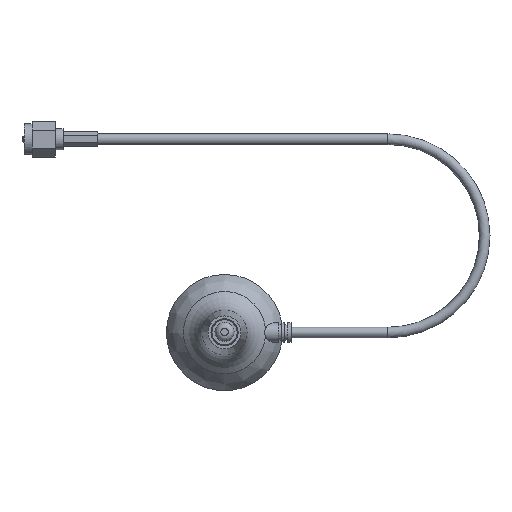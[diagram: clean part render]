
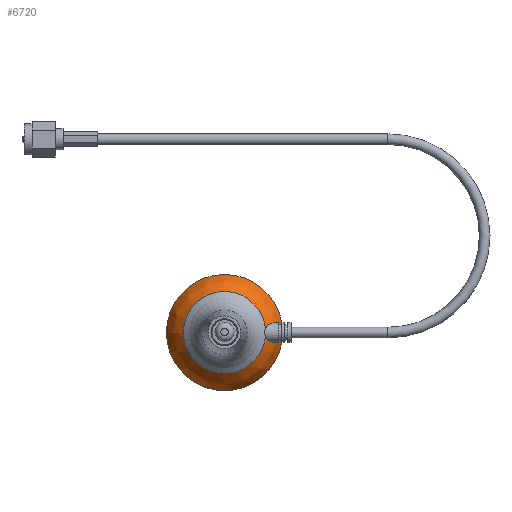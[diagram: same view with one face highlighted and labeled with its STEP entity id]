
A CAD part, top view. The second image highlights one B-rep face of the part: STEP entity #6720.
In plain terms, the highlighted free-form (B-spline) face has degree [2, 2] with [3, 9] control points.
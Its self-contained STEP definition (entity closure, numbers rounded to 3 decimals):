
#64=(
BOUNDED_SURFACE()
B_SPLINE_SURFACE(2,2,((#9859,#9860,#9861,#9862,#9863,#9864,#9865,#9866,
#9867),(#9868,#9869,#9870,#9871,#9872,#9873,#9874,#9875,#9876),(#9877,#9878,
#9879,#9880,#9881,#9882,#9883,#9884,#9885)),.UNSPECIFIED.,.F.,.T.,.F.)
B_SPLINE_SURFACE_WITH_KNOTS((3,3),(3,2,2,2,3),(0.283,0.935),
(-3.142,-1.571,0.,1.571,3.142),
 .UNSPECIFIED.)
GEOMETRIC_REPRESENTATION_ITEM()
RATIONAL_B_SPLINE_SURFACE(((1.,0.707,1.,0.707,1.,
0.707,1.,0.707,1.),(0.947,0.67,
0.947,0.67,0.947,0.67,
0.947,0.67,0.947),(1.,0.707,
1.,0.707,1.,0.707,1.,0.707,1.)))
REPRESENTATION_ITEM('')
SURFACE()
);
#67=B_SPLINE_CURVE_WITH_KNOTS('',3,(#9848,#9849,#9850,#9851,#9852,#9853,
#9854,#9855,#9856,#9857),.UNSPECIFIED.,.F.,.F.,(4,2,2,2,4),(-0.255,
-0.199,-0.142,-0.074,0.),
 .UNSPECIFIED.);
#68=B_SPLINE_CURVE_WITH_KNOTS('',3,(#9887,#9888,#9889,#9890,#9891,#9892),
 .UNSPECIFIED.,.F.,.F.,(4,2,4),(1.958,2.006,2.017),
 .UNSPECIFIED.);
#69=B_SPLINE_CURVE_WITH_KNOTS('',3,(#9894,#9895,#9896,#9897,#9898,#9899,
#9900,#9901,#9902,#9903,#9904,#9905,#9906,#9907),.UNSPECIFIED.,.F.,.F.,
(4,2,2,2,2,2,4),(-0.592,-0.519,-0.454,
-0.335,-0.183,-0.073,0.),
 .UNSPECIFIED.);
#70=B_SPLINE_CURVE_WITH_KNOTS('',3,(#9916,#9917,#9918,#9919,#9920,#9921,
#9922,#9923,#9924,#9925,#9926,#9927,#9928,#9929),.UNSPECIFIED.,.F.,.F.,
(4,2,2,2,2,2,4),(-0.595,-0.497,-0.416,
-0.267,-0.136,-0.033,0.),
 .UNSPECIFIED.);
#71=B_SPLINE_CURVE_WITH_KNOTS('',3,(#9930,#9931,#9932,#9933,#9934,#9935),
 .UNSPECIFIED.,.F.,.F.,(4,2,4),(1.678,1.689,1.737),
 .UNSPECIFIED.);
#1726=FACE_OUTER_BOUND('',#2096,.T.);
#2096=EDGE_LOOP('',(#4448,#4449,#4450,#4451,#4452,#4453,#4454,#4455,#4456,
#4457));
#2472=CIRCLE('',#7171,10.625);
#2473=CIRCLE('',#7172,12.);
#2474=CIRCLE('',#7173,15.022);
#2475=CIRCLE('',#7174,10.625);
#2729=VERTEX_POINT('',#9845);
#2730=VERTEX_POINT('',#9847);
#2731=VERTEX_POINT('',#9886);
#2732=VERTEX_POINT('',#9893);
#2733=VERTEX_POINT('',#9908);
#2734=VERTEX_POINT('',#9910);
#2735=VERTEX_POINT('',#9913);
#2736=VERTEX_POINT('',#9915);
#3412=EDGE_CURVE('',#2730,#2729,#67,.T.);
#3414=EDGE_CURVE('',#2729,#2731,#68,.T.);
#3415=EDGE_CURVE('',#2731,#2732,#69,.T.);
#3416=EDGE_CURVE('',#2733,#2732,#2472,.T.);
#3417=EDGE_CURVE('',#2733,#2734,#2473,.T.);
#3418=EDGE_CURVE('',#2734,#2734,#2474,.T.);
#3419=EDGE_CURVE('',#2735,#2733,#2475,.T.);
#3420=EDGE_CURVE('',#2735,#2736,#70,.T.);
#3421=EDGE_CURVE('',#2736,#2730,#71,.T.);
#4448=ORIENTED_EDGE('',*,*,#3412,.T.);
#4449=ORIENTED_EDGE('',*,*,#3414,.T.);
#4450=ORIENTED_EDGE('',*,*,#3415,.T.);
#4451=ORIENTED_EDGE('',*,*,#3416,.F.);
#4452=ORIENTED_EDGE('',*,*,#3417,.T.);
#4453=ORIENTED_EDGE('',*,*,#3418,.T.);
#4454=ORIENTED_EDGE('',*,*,#3417,.F.);
#4455=ORIENTED_EDGE('',*,*,#3419,.F.);
#4456=ORIENTED_EDGE('',*,*,#3420,.T.);
#4457=ORIENTED_EDGE('',*,*,#3421,.T.);
#6720=ADVANCED_FACE('',(#1726),#64,.F.);
#7171=AXIS2_PLACEMENT_3D('',#9909,#7829,#7830);
#7172=AXIS2_PLACEMENT_3D('',#9911,#7831,#7832);
#7173=AXIS2_PLACEMENT_3D('',#9912,#7833,#7834);
#7174=AXIS2_PLACEMENT_3D('',#9914,#7835,#7836);
#7829=DIRECTION('center_axis',(0.,0.,1.));
#7830=DIRECTION('ref_axis',(1.,0.,0.));
#7831=DIRECTION('center_axis',(0.,-1.,0.));
#7832=DIRECTION('ref_axis',(-1.,0.,0.));
#7833=DIRECTION('center_axis',(0.,0.,1.));
#7834=DIRECTION('ref_axis',(1.,0.,0.));
#7835=DIRECTION('center_axis',(0.,0.,1.));
#7836=DIRECTION('ref_axis',(1.,0.,0.));
#9845=CARTESIAN_POINT('',(14.,-1.158,2.369));
#9847=CARTESIAN_POINT('',(14.,1.158,2.369));
#9848=CARTESIAN_POINT('Ctrl Pts',(14.,1.158,2.369));
#9849=CARTESIAN_POINT('Ctrl Pts',(14.066,1.017,2.269));
#9850=CARTESIAN_POINT('Ctrl Pts',(14.121,0.86,2.185));
#9851=CARTESIAN_POINT('Ctrl Pts',(14.202,0.517,2.059));
#9852=CARTESIAN_POINT('Ctrl Pts',(14.228,0.335,2.019));
#9853=CARTESIAN_POINT('Ctrl Pts',(14.247,-0.078,
1.989));
#9854=CARTESIAN_POINT('Ctrl Pts',(14.233,-0.304,2.011));
#9855=CARTESIAN_POINT('Ctrl Pts',(14.155,-0.754,2.132));
#9856=CARTESIAN_POINT('Ctrl Pts',(14.088,-0.97,2.236));
#9857=CARTESIAN_POINT('Ctrl Pts',(14.,-1.158,2.369));
#9859=CARTESIAN_POINT('Ctrl Pts',(-15.022,0.,0.));
#9860=CARTESIAN_POINT('Ctrl Pts',(-15.022,-15.022,0.));
#9861=CARTESIAN_POINT('Ctrl Pts',(0.,-15.022,0.));
#9862=CARTESIAN_POINT('Ctrl Pts',(15.022,-15.022,0.));
#9863=CARTESIAN_POINT('Ctrl Pts',(15.022,0.,0.));
#9864=CARTESIAN_POINT('Ctrl Pts',(15.022,15.022,0.));
#9865=CARTESIAN_POINT('Ctrl Pts',(0.,15.022,0.));
#9866=CARTESIAN_POINT('Ctrl Pts',(-15.022,15.022,0.));
#9867=CARTESIAN_POINT('Ctrl Pts',(-15.022,0.,0.));
#9868=CARTESIAN_POINT('Ctrl Pts',(-13.889,0.,3.895));
#9869=CARTESIAN_POINT('Ctrl Pts',(-13.889,-13.889,3.895));
#9870=CARTESIAN_POINT('Ctrl Pts',(0.,-13.889,3.895));
#9871=CARTESIAN_POINT('Ctrl Pts',(13.889,-13.889,3.895));
#9872=CARTESIAN_POINT('Ctrl Pts',(13.889,0.,3.895));
#9873=CARTESIAN_POINT('Ctrl Pts',(13.889,13.889,3.895));
#9874=CARTESIAN_POINT('Ctrl Pts',(0.,13.889,3.895));
#9875=CARTESIAN_POINT('Ctrl Pts',(-13.889,13.889,3.895));
#9876=CARTESIAN_POINT('Ctrl Pts',(-13.889,0.,3.895));
#9877=CARTESIAN_POINT('Ctrl Pts',(-10.625,0.,6.303));
#9878=CARTESIAN_POINT('Ctrl Pts',(-10.625,-10.625,6.303));
#9879=CARTESIAN_POINT('Ctrl Pts',(0.,-10.625,6.303));
#9880=CARTESIAN_POINT('Ctrl Pts',(10.625,-10.625,6.303));
#9881=CARTESIAN_POINT('Ctrl Pts',(10.625,0.,6.303));
#9882=CARTESIAN_POINT('Ctrl Pts',(10.625,10.625,6.303));
#9883=CARTESIAN_POINT('Ctrl Pts',(0.,10.625,6.303));
#9884=CARTESIAN_POINT('Ctrl Pts',(-10.625,10.625,6.303));
#9885=CARTESIAN_POINT('Ctrl Pts',(-10.625,0.,6.303));
#9886=CARTESIAN_POINT('',(14.,-1.783,2.247));
#9887=CARTESIAN_POINT('Ctrl Pts',(14.,-1.158,2.369));
#9888=CARTESIAN_POINT('Ctrl Pts',(14.,-1.327,2.344));
#9889=CARTESIAN_POINT('Ctrl Pts',(14.,-1.497,2.312));
#9890=CARTESIAN_POINT('Ctrl Pts',(14.,-1.704,2.266));
#9891=CARTESIAN_POINT('Ctrl Pts',(14.,-1.744,2.257));
#9892=CARTESIAN_POINT('Ctrl Pts',(14.,-1.783,2.247));
#9893=CARTESIAN_POINT('',(10.58,-0.973,6.303));
#9894=CARTESIAN_POINT('Ctrl Pts',(14.,-1.783,2.247));
#9895=CARTESIAN_POINT('Ctrl Pts',(13.896,-1.938,2.405));
#9896=CARTESIAN_POINT('Ctrl Pts',(13.78,-2.068,2.579));
#9897=CARTESIAN_POINT('Ctrl Pts',(13.542,-2.264,2.924));
#9898=CARTESIAN_POINT('Ctrl Pts',(13.423,-2.336,3.092));
#9899=CARTESIAN_POINT('Ctrl Pts',(13.07,-2.486,3.578));
#9900=CARTESIAN_POINT('Ctrl Pts',(12.823,-2.518,3.901));
#9901=CARTESIAN_POINT('Ctrl Pts',(12.249,-2.457,4.609));
#9902=CARTESIAN_POINT('Ctrl Pts',(11.915,-2.33,4.989));
#9903=CARTESIAN_POINT('Ctrl Pts',(11.365,-1.968,5.568));
#9904=CARTESIAN_POINT('Ctrl Pts',(11.137,-1.77,5.792));
#9905=CARTESIAN_POINT('Ctrl Pts',(10.803,-1.364,6.105));
#9906=CARTESIAN_POINT('Ctrl Pts',(10.68,-1.179,6.216));
#9907=CARTESIAN_POINT('Ctrl Pts',(10.58,-0.973,6.303));
#9908=CARTESIAN_POINT('',(-10.625,0.,6.303));
#9909=CARTESIAN_POINT('Origin',(0.,0.,6.303));
#9910=CARTESIAN_POINT('',(-15.022,0.,0.));
#9911=CARTESIAN_POINT('Origin',(-3.5,0.,
-3.353));
#9912=CARTESIAN_POINT('Origin',(0.,0.,0.));
#9913=CARTESIAN_POINT('',(10.58,0.973,6.303));
#9914=CARTESIAN_POINT('Origin',(0.,0.,6.303));
#9915=CARTESIAN_POINT('',(14.,1.783,2.247));
#9916=CARTESIAN_POINT('Ctrl Pts',(10.58,0.973,6.303));
#9917=CARTESIAN_POINT('Ctrl Pts',(10.713,1.248,6.187));
#9918=CARTESIAN_POINT('Ctrl Pts',(10.888,1.486,6.028));
#9919=CARTESIAN_POINT('Ctrl Pts',(11.231,1.847,5.699));
#9920=CARTESIAN_POINT('Ctrl Pts',(11.397,1.986,5.533));
#9921=CARTESIAN_POINT('Ctrl Pts',(11.877,2.31,5.031));
#9922=CARTESIAN_POINT('Ctrl Pts',(12.203,2.442,4.662));
#9923=CARTESIAN_POINT('Ctrl Pts',(12.794,2.522,3.94));
#9924=CARTESIAN_POINT('Ctrl Pts',(13.063,2.492,3.587));
#9925=CARTESIAN_POINT('Ctrl Pts',(13.509,2.297,2.973));
#9926=CARTESIAN_POINT('Ctrl Pts',(13.692,2.162,2.709));
#9927=CARTESIAN_POINT('Ctrl Pts',(13.905,1.916,2.391));
#9928=CARTESIAN_POINT('Ctrl Pts',(13.954,1.852,2.318));
#9929=CARTESIAN_POINT('Ctrl Pts',(14.,1.783,2.247));
#9930=CARTESIAN_POINT('Ctrl Pts',(14.,1.783,2.247));
#9931=CARTESIAN_POINT('Ctrl Pts',(14.,1.744,2.257));
#9932=CARTESIAN_POINT('Ctrl Pts',(14.,1.704,2.266));
#9933=CARTESIAN_POINT('Ctrl Pts',(14.,1.497,2.312));
#9934=CARTESIAN_POINT('Ctrl Pts',(14.,1.327,2.344));
#9935=CARTESIAN_POINT('Ctrl Pts',(14.,1.158,2.369));
